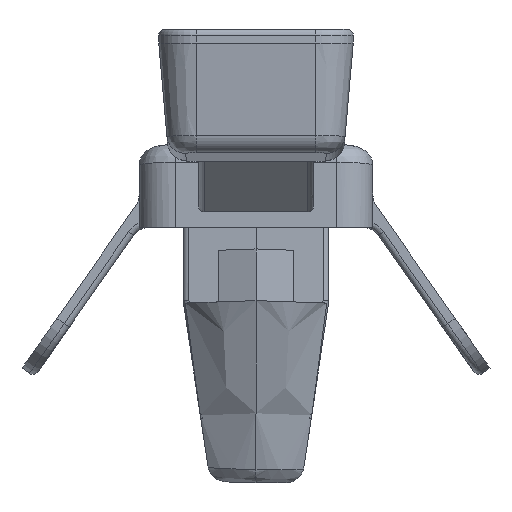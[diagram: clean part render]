
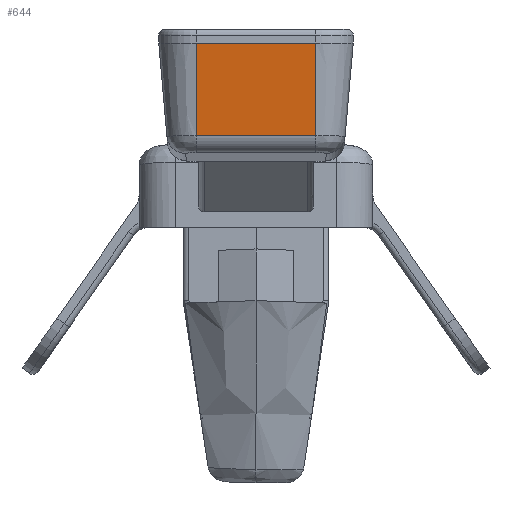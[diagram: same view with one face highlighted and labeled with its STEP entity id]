
A CAD part, front view. The second image highlights one B-rep face of the part: STEP entity #644.
In plain terms, the highlighted planar face has unit normal (0, -0.996, -0.087).
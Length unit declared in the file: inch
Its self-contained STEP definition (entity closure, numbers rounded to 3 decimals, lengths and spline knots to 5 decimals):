
#644=ADVANCED_FACE('',(#956),#777,.F.);
#777=PLANE('',#4106);
#956=FACE_OUTER_BOUND('',#1179,.T.);
#1179=EDGE_LOOP('',(#2073,#2074,#2075,#2076));
#2073=ORIENTED_EDGE('',*,*,#3096,.T.);
#2074=ORIENTED_EDGE('',*,*,#3098,.T.);
#2075=ORIENTED_EDGE('',*,*,#3089,.F.);
#2076=ORIENTED_EDGE('',*,*,#3099,.T.);
#2602=VERTEX_POINT('',#6845);
#2603=VERTEX_POINT('',#6846);
#2606=VERTEX_POINT('',#6863);
#2607=VERTEX_POINT('',#6865);
#3089=EDGE_CURVE('',#2602,#2603,#3449,.T.);
#3096=EDGE_CURVE('',#2607,#2606,#3453,.T.);
#3098=EDGE_CURVE('',#2606,#2603,#3454,.T.);
#3099=EDGE_CURVE('',#2602,#2607,#3455,.T.);
#3449=LINE('',#6844,#3760);
#3453=LINE('',#6864,#3764);
#3454=LINE('',#6868,#3765);
#3455=LINE('',#6869,#3766);
#3760=VECTOR('',#5003,1.);
#3764=VECTOR('',#5013,1.);
#3765=VECTOR('',#5018,1.);
#3766=VECTOR('',#5019,1.);
#4106=AXIS2_PLACEMENT_3D('',#6870,#5020,#5021);
#5003=DIRECTION('',(0.,0.087,-0.996));
#5013=DIRECTION('',(0.,0.087,-0.996));
#5018=DIRECTION('',(1.,0.,0.));
#5019=DIRECTION('',(-1.,0.,0.));
#5020=DIRECTION('',(0.,0.996,0.087));
#5021=DIRECTION('',(0.,0.087,-0.996));
#6844=CARTESIAN_POINT('',(4.258,0.00047,0.29906));
#6845=CARTESIAN_POINT('',(4.258,0.,0.30445));
#6846=CARTESIAN_POINT('',(4.258,0.01332,0.15222));
#6863=CARTESIAN_POINT('',(4.062,0.01332,0.15222));
#6864=CARTESIAN_POINT('',(4.062,0.00047,0.29906));
#6865=CARTESIAN_POINT('',(4.062,0.,0.30445));
#6868=CARTESIAN_POINT('',(4.258,0.01332,0.15222));
#6869=CARTESIAN_POINT('',(4.32,0.,0.30445));
#6870=CARTESIAN_POINT('',(4.32,0.,0.30445));
